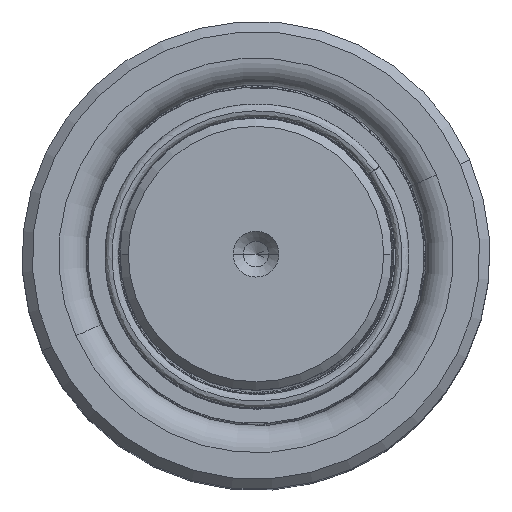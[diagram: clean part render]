
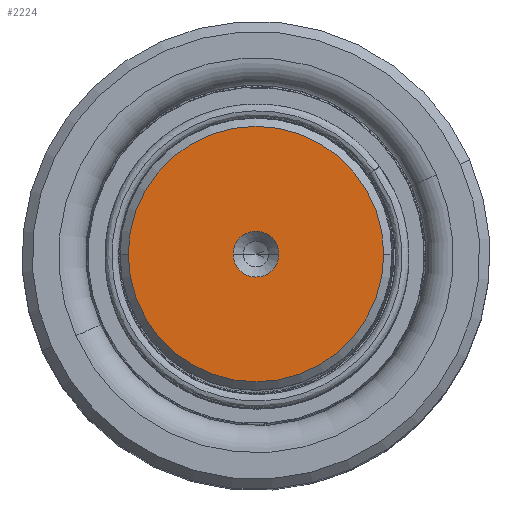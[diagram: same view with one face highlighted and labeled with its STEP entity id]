
A CAD part, top view. The second image highlights one B-rep face of the part: STEP entity #2224.
In plain terms, the highlighted planar face has unit normal (0, 0, 1).
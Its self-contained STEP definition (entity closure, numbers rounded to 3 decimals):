
#1660 = CARTESIAN_POINT ( 'NONE',  ( 0., 0., 170. ) ) ;
#1997 = DIRECTION ( 'NONE',  ( 1., 0., 0. ) ) ;
#2224 = ADVANCED_FACE ( 'NONE', ( #25689, #35326 ), #28857, .T. ) ;
#2253 = ORIENTED_EDGE ( 'NONE', *, *, #51591, .F. ) ;
#2439 = CARTESIAN_POINT ( 'NONE',  ( 0., 0., 170. ) ) ;
#3986 = EDGE_LOOP ( 'NONE', ( #28736, #12795 ) ) ;
#5935 = AXIS2_PLACEMENT_3D ( 'NONE', #1660, #41171, #50198 ) ;
#6384 = DIRECTION ( 'NONE',  ( 1., 0., 0. ) ) ;
#7859 = EDGE_LOOP ( 'NONE', ( #22747, #2253 ) ) ;
#7904 = CARTESIAN_POINT ( 'NONE',  ( -15.012, 0., 170. ) ) ;
#9975 = CARTESIAN_POINT ( 'NONE',  ( 2.7, 0., 170. ) ) ;
#10880 = CIRCLE ( 'NONE', #5935, 15.012 ) ;
#11791 = AXIS2_PLACEMENT_3D ( 'NONE', #18551, #44086, #22480 ) ;
#12643 = VERTEX_POINT ( 'NONE', #56071 ) ;
#12795 = ORIENTED_EDGE ( 'NONE', *, *, #36064, .T. ) ;
#14556 = AXIS2_PLACEMENT_3D ( 'NONE', #2439, #46947, #16297 ) ;
#15423 = AXIS2_PLACEMENT_3D ( 'NONE', #42028, #46837, #6384 ) ;
#16297 = DIRECTION ( 'NONE',  ( 1., 0., 0. ) ) ;
#16990 = AXIS2_PLACEMENT_3D ( 'NONE', #28431, #45955, #1997 ) ;
#18551 = CARTESIAN_POINT ( 'NONE',  ( 0., 0., 170. ) ) ;
#20657 = VERTEX_POINT ( 'NONE', #9975 ) ;
#22480 = DIRECTION ( 'NONE',  ( 1., 0., 0. ) ) ;
#22747 = ORIENTED_EDGE ( 'NONE', *, *, #38488, .F. ) ;
#24126 = CIRCLE ( 'NONE', #11791, 2.7 ) ;
#25147 = VERTEX_POINT ( 'NONE', #7904 ) ;
#25689 = FACE_BOUND ( 'NONE', #7859, .T. ) ;
#28431 = CARTESIAN_POINT ( 'NONE',  ( 0., 0., 170. ) ) ;
#28736 = ORIENTED_EDGE ( 'NONE', *, *, #44942, .T. ) ;
#28857 = PLANE ( 'NONE',  #14556 ) ;
#32487 = CIRCLE ( 'NONE', #15423, 15.012 ) ;
#32556 = VERTEX_POINT ( 'NONE', #35623 ) ;
#35326 = FACE_OUTER_BOUND ( 'NONE', #3986, .T. ) ;
#35623 = CARTESIAN_POINT ( 'NONE',  ( -2.7, 0., 170. ) ) ;
#36064 = EDGE_CURVE ( 'NONE', #12643, #25147, #32487, .T. ) ;
#36241 = CIRCLE ( 'NONE', #16990, 2.7 ) ;
#38488 = EDGE_CURVE ( 'NONE', #20657, #32556, #24126, .T. ) ;
#41171 = DIRECTION ( 'NONE',  ( 0., 0., 1. ) ) ;
#42028 = CARTESIAN_POINT ( 'NONE',  ( 0., 0., 170. ) ) ;
#44086 = DIRECTION ( 'NONE',  ( 0., 0., 1. ) ) ;
#44942 = EDGE_CURVE ( 'NONE', #25147, #12643, #10880, .T. ) ;
#45955 = DIRECTION ( 'NONE',  ( 0., 0., 1. ) ) ;
#46837 = DIRECTION ( 'NONE',  ( 0., 0., 1. ) ) ;
#46947 = DIRECTION ( 'NONE',  ( 0., 0., 1. ) ) ;
#50198 = DIRECTION ( 'NONE',  ( 1., 0., 0. ) ) ;
#51591 = EDGE_CURVE ( 'NONE', #32556, #20657, #36241, .T. ) ;
#56071 = CARTESIAN_POINT ( 'NONE',  ( 15.012, 0., 170. ) ) ;
